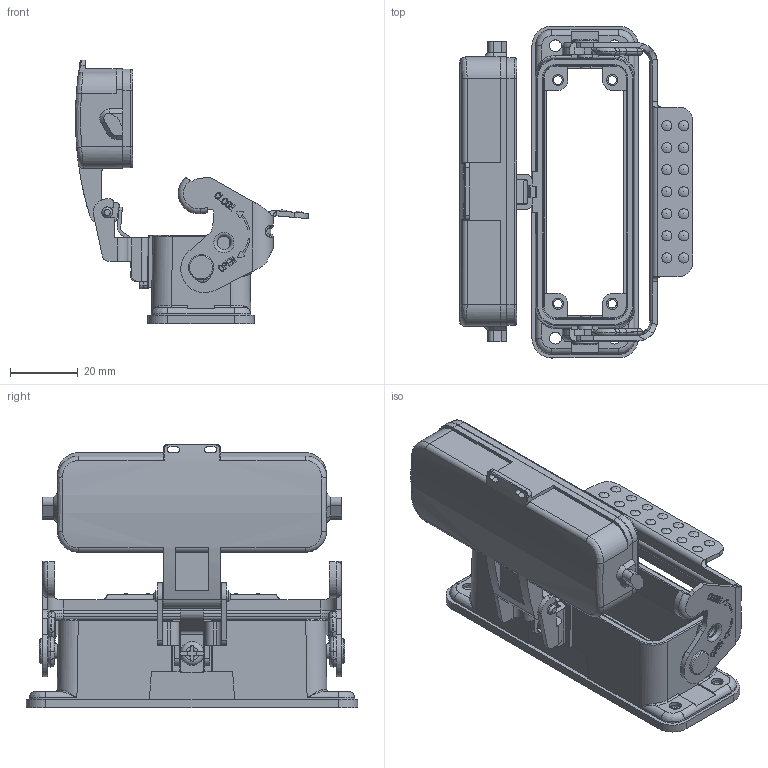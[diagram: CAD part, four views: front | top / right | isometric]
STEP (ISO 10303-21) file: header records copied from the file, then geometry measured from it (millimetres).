
FILE_DESCRIPTION(/* description */ (''),/* implementation_level */ '2;1');
FILE_NAME(/* name */ 'H16A-BK-1L-CV.stp',/* time_stamp */ '2023-09-20T08:00:04+08:00',/* author */ (''),/* organization */ (''),/* preprocessor_version */ 'ST-DEVELOPER v16',/* originating_system */ 'SIEMENS PLM Software NX 10.0',/* authorisation */ '');
FILE_SCHEMA (('AUTOMOTIVE_DESIGN { 1 0 10303 214 3 1 1 1 }'));
Products named in the file (1): Admi16F8F3C4yvjx
Bounding box: 68.74 x 97.91 x 77.77 mm (x, y, z)
Volume: 34858.1 mm3; surface area: 34497.1 mm2
Topology: 1 solids, 9 shells, 1224 faces, 3218 edges, 2059 vertices
Faces by surface type: plane 509, cylinder 426, bspline 143, torus 112, extrusion 20, cone 14
Full cylindrical faces by diameter (mm): 2.2 x16, 3 x2, 3.2 x2, 3.5 x4, 4 x2, 4.4 x2, 5 x2, 7 x3, 7.4 x2
Entity records: 53137 total; most frequent: CARTESIAN_POINT 24488, ORIENTED_EDGE 6190, DIRECTION 5465, EDGE_CURVE 3095, VERTEX_POINT 2025, AXIS2_PLACEMENT_3D 1952, VECTOR 1561, LINE 1541
